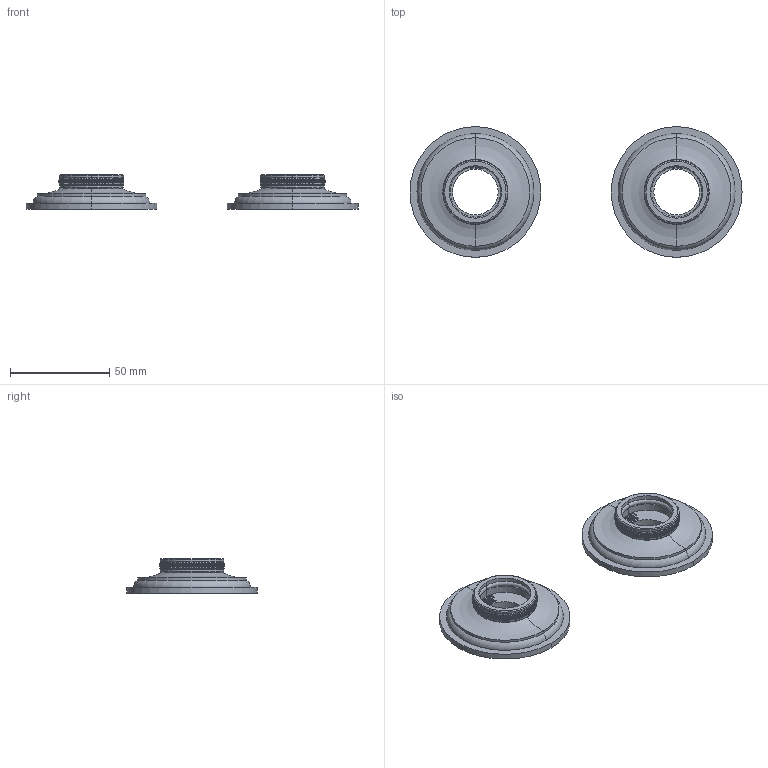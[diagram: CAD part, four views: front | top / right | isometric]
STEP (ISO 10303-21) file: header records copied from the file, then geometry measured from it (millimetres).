
FILE_DESCRIPTION((''),'2;1');
FILE_NAME('2639B','2021-12-17T16:07:48',('jinson.thomas'),(''),'CREO PARAMETRIC BY PTC INC, 2018400','CREO PARAMETRIC BY PTC INC, 2018400','');
FILE_SCHEMA(('CONFIG_CONTROL_DESIGN'));
Length unit declared in the file: inch
Products named in the file (1): 2639B
Bounding box: 167.59 x 65.99 x 17.5 mm (x, y, z)
Volume: 33883.2 mm3; surface area: 30278.9 mm2
Topology: 2 solids, 2 shells, 1612 faces, 3474 edges, 2140 vertices
Faces by surface type: plane 1016, cylinder 534, torus 24, bspline 22, cone 16
Entity records: 52976 total; most frequent: CARTESIAN_POINT 20066, ORIENTED_EDGE 6948, DIRECTION 5782, EDGE_CURVE 3474, VECTOR 2254, LINE 2254, VERTEX_POINT 2140, EDGE_LOOP 1902
